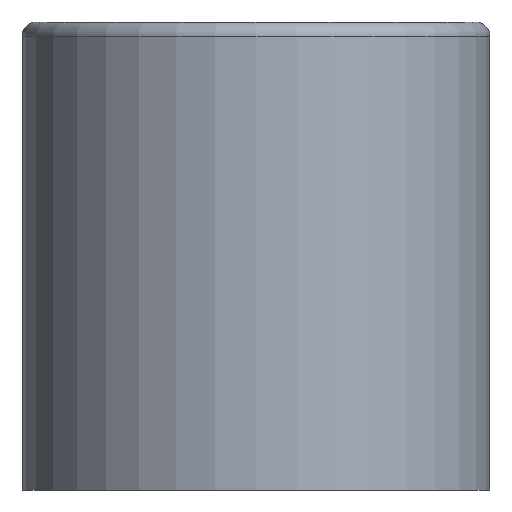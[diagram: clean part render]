
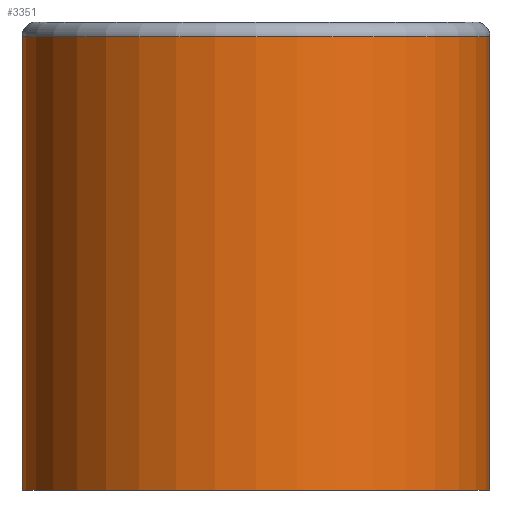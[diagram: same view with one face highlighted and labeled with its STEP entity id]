
A CAD part, left-side view. The second image highlights one B-rep face of the part: STEP entity #3351.
In plain terms, the highlighted cylindrical face has radius 8 mm (diameter 16 mm), a partial arc.
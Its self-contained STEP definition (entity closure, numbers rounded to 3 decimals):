
#2413=CARTESIAN_POINT('',(-49.0,-8.,15.5));
#2414=VERTEX_POINT('',#2413);
#2445=CARTESIAN_POINT('',(-49.0,8.,15.5));
#2446=VERTEX_POINT('',#2445);
#2454=CARTESIAN_POINT('',(-49.0,0.0,15.5));
#2455=DIRECTION('',(0.0,0.0,1.0));
#2456=DIRECTION('',(-1.0,0.0,0.0));
#2457=AXIS2_PLACEMENT_3D('',#2454,#2455,#2456);
#2458=CIRCLE('',#2457,8.);
#2459=EDGE_CURVE('',#2446,#2414,#2458,.T.);
#2925=CARTESIAN_POINT('',(-49.0,8.,0.0));
#2926=VERTEX_POINT('',#2925);
#2933=CARTESIAN_POINT('',(-49.0,8.,0.0));
#2934=DIRECTION('',(0.0,0.0,1.0));
#2935=VECTOR('',#2934,15.5);
#2936=LINE('',#2933,#2935);
#2937=EDGE_CURVE('',#2926,#2446,#2936,.T.);
#3327=CARTESIAN_POINT('',(-49.0,0.0,0.0));
#3328=DIRECTION('',(0.0,0.0,1.0));
#3329=DIRECTION('',(0.0,1.0,0.0));
#3330=AXIS2_PLACEMENT_3D('',#3327,#3328,#3329);
#3331=CYLINDRICAL_SURFACE('',#3330,8.);
#3332=ORIENTED_EDGE('',*,*,#2459,.F.);
#3333=ORIENTED_EDGE('',*,*,#2937,.F.);
#3334=CARTESIAN_POINT('',(-49.0,-8.,0.0));
#3335=VERTEX_POINT('',#3334);
#3336=CARTESIAN_POINT('',(-49.0,0.0,0.0));
#3337=DIRECTION('',(0.0,0.0,1.0));
#3338=DIRECTION('',(0.0,1.0,0.0));
#3339=AXIS2_PLACEMENT_3D('',#3336,#3337,#3338);
#3340=CIRCLE('',#3339,8.);
#3341=EDGE_CURVE('',#2926,#3335,#3340,.T.);
#3342=ORIENTED_EDGE('',*,*,#3341,.T.);
#3343=CARTESIAN_POINT('',(-49.0,-8.,0.0));
#3344=DIRECTION('',(0.0,0.0,1.0));
#3345=VECTOR('',#3344,15.5);
#3346=LINE('',#3343,#3345);
#3347=EDGE_CURVE('',#3335,#2414,#3346,.T.);
#3348=ORIENTED_EDGE('',*,*,#3347,.T.);
#3349=EDGE_LOOP('',(#3332,#3333,#3342,#3348));
#3350=FACE_OUTER_BOUND('',#3349,.T.);
#3351=ADVANCED_FACE('',(#3350),#3331,.T.);
